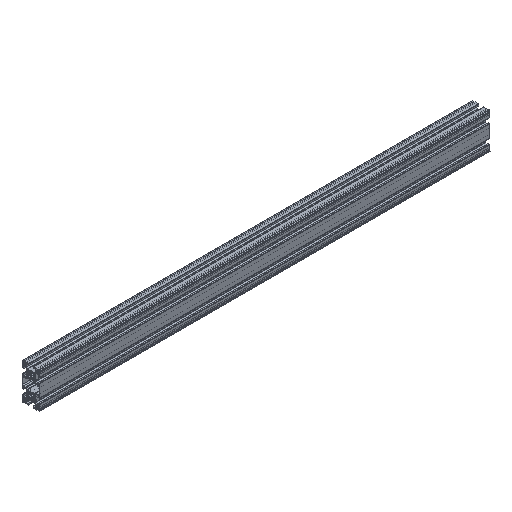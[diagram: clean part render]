
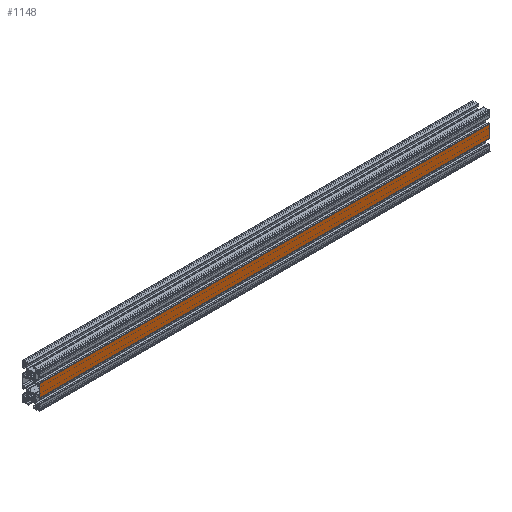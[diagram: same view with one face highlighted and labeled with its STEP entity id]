
A CAD part, isometric view. The second image highlights one B-rep face of the part: STEP entity #1148.
In plain terms, the highlighted planar face has unit normal (0, -1, 0).
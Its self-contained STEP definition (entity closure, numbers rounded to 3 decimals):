
#10 = PLANE ( 'NONE',  #3524 ) ;
#47 = CARTESIAN_POINT ( 'NONE',  ( 0., -20., -13.9 ) ) ;
#794 = DIRECTION ( 'NONE',  ( 0., 0., 1. ) ) ;
#820 = VECTOR ( 'NONE', #9203, 1000. ) ;
#863 = EDGE_CURVE ( 'NONE', #936, #8199, #8676, .T. ) ;
#936 = VERTEX_POINT ( 'NONE', #1665 ) ;
#1148 = ADVANCED_FACE ( 'NONE', ( #7580 ), #10, .F. ) ;
#1460 = ORIENTED_EDGE ( 'NONE', *, *, #7027, .T. ) ;
#1499 = EDGE_CURVE ( 'NONE', #7886, #936, #3281, .T. ) ;
#1665 = CARTESIAN_POINT ( 'NONE',  ( 1000., -20., -13.9 ) ) ;
#3281 = LINE ( 'NONE', #6612, #820 ) ;
#3422 = DIRECTION ( 'NONE',  ( -1., 0., 0. ) ) ;
#3524 = AXIS2_PLACEMENT_3D ( 'NONE', #11037, #8543, #794 ) ;
#3956 = VECTOR ( 'NONE', #10398, 1000. ) ;
#4222 = CARTESIAN_POINT ( 'NONE',  ( 0., -20., 13.9 ) ) ;
#4316 = LINE ( 'NONE', #5274, #8319 ) ;
#4319 = VERTEX_POINT ( 'NONE', #4222 ) ;
#4350 = LINE ( 'NONE', #47, #3956 ) ;
#4801 = ORIENTED_EDGE ( 'NONE', *, *, #1499, .F. ) ;
#4923 = EDGE_CURVE ( 'NONE', #7886, #4319, #4316, .T. ) ;
#5138 = VECTOR ( 'NONE', #3422, 1000. ) ;
#5274 = CARTESIAN_POINT ( 'NONE',  ( 1000., -20., 13.9 ) ) ;
#5995 = ORIENTED_EDGE ( 'NONE', *, *, #863, .F. ) ;
#6612 = CARTESIAN_POINT ( 'NONE',  ( 1000., -20., -13.9 ) ) ;
#6752 = CARTESIAN_POINT ( 'NONE',  ( 0., -20., -13.9 ) ) ;
#6810 = CARTESIAN_POINT ( 'NONE',  ( 1000., -20., -13.9 ) ) ;
#7027 = EDGE_CURVE ( 'NONE', #4319, #8199, #4350, .T. ) ;
#7580 = FACE_OUTER_BOUND ( 'NONE', #9808, .T. ) ;
#7886 = VERTEX_POINT ( 'NONE', #10691 ) ;
#8199 = VERTEX_POINT ( 'NONE', #6752 ) ;
#8319 = VECTOR ( 'NONE', #8829, 1000. ) ;
#8543 = DIRECTION ( 'NONE',  ( 0., 1., 0. ) ) ;
#8676 = LINE ( 'NONE', #6810, #5138 ) ;
#8829 = DIRECTION ( 'NONE',  ( -1., 0., 0. ) ) ;
#9203 = DIRECTION ( 'NONE',  ( 0., 0., -1. ) ) ;
#9808 = EDGE_LOOP ( 'NONE', ( #1460, #5995, #4801, #10703 ) ) ;
#10398 = DIRECTION ( 'NONE',  ( 0., 0., -1. ) ) ;
#10691 = CARTESIAN_POINT ( 'NONE',  ( 1000., -20., 13.9 ) ) ;
#10703 = ORIENTED_EDGE ( 'NONE', *, *, #4923, .T. ) ;
#11037 = CARTESIAN_POINT ( 'NONE',  ( 1000., -20., -13.9 ) ) ;
